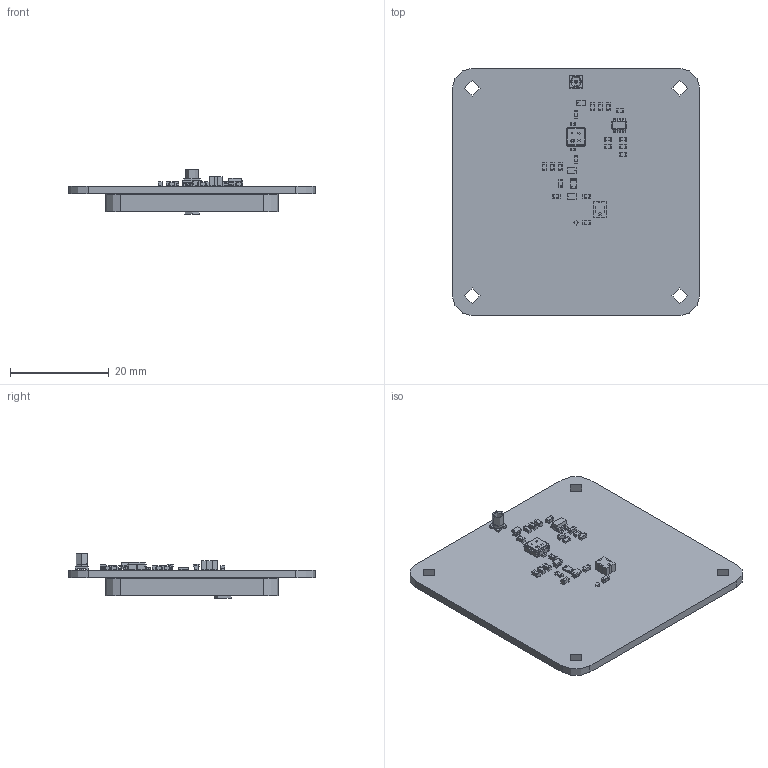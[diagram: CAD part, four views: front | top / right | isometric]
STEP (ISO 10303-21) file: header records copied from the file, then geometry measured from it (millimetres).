
FILE_DESCRIPTION(('KiCad electronic assembly'),'2;1');
FILE_NAME('zenith_gnss_antenna_V1b.step','2022-11-14T14:59:42',( 'An Author'),('A Company'),'Open CASCADE STEP processor 7.5', 'KiCad to STEP converter','Unknown');
FILE_SCHEMA(('AUTOMOTIVE_DESIGN { 1 0 10303 214 1 1 1 1 }'));
Length unit declared in the file: millimetre
Products named in the file (22): Open CASCADE STEP translator 7.5 1; Molex_SSMCX_734130040; SOLID; SAW; COMPOUND; L_0402_1005Metric; C_0603_1608Metric; RxBPF3225; R_0603_1608Metric; SOT-23-6; Coilcraft-0603LS; Infineon-STP_PG-TSLP-7-1-P-v01_00-EN; patch_35x35_GNSS_L1
Assembly tree (40 placements, depth 3):
  Open CASCADE STEP translator 7.5 1
    Molex_SSMCX_734130040
      SOLID
    SAW
      COMPOUND
    L_0402_1005Metric  x2
      SOLID
    C_0603_1608Metric  x15
      SOLID
    RxBPF3225
      SOLID
    R_0603_1608Metric  x3
      SOLID
    SOT-23-6
      SOLID
    Coilcraft-0603LS  x3
      SOLID
    Infineon-STP_PG-TSLP-7-1-P-v01_00-EN
      COMPOUND
    patch_35x35_GNSS_L1
      SOLID
    COMPOUND
Bounding box: 50 x 50 x 9.01 mm (x, y, z)
Volume: 8510.2 mm3
Topology: 39 solids, 40 shells, 1433 faces, 3660 edges, 2334 vertices
Faces by surface type: plane 861, cylinder 500, bspline 62, cone 6, torus 4
Full cylindrical faces by diameter (mm): 0.018 x1, 0.044 x1, 0.061 x1, 0.065 x1, 1 x1, 3.2 x4
Entity records: 59429 total; most frequent: CARTESIAN_POINT 12319, DIRECTION 8065, LINE 5126, VECTOR 5126, ORIENTED_EDGE 4280, PCURVE 4280, DEFINITIONAL_REPRESENTATION 4280, EDGE_CURVE 2148
